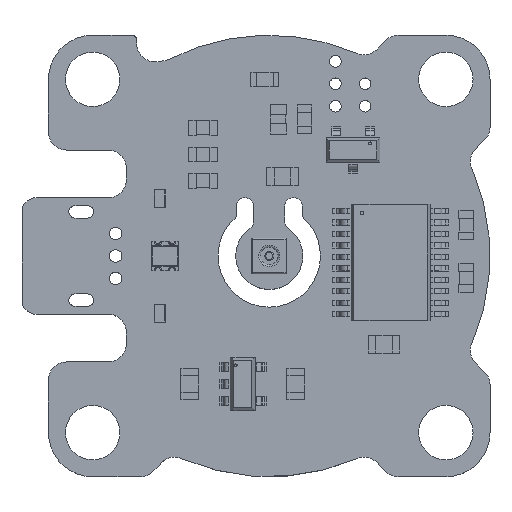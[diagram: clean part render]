
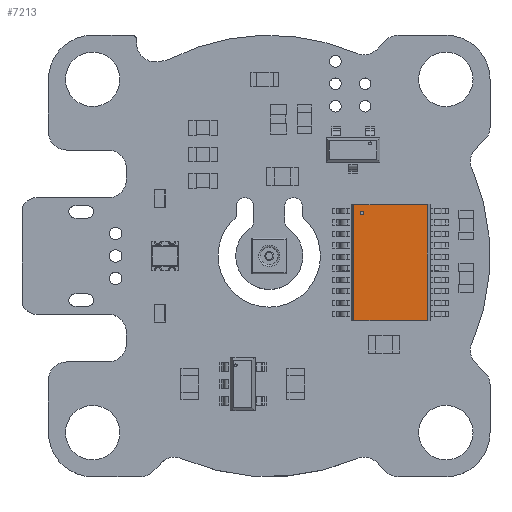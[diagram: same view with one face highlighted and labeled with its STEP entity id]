
A CAD part, top view. The second image highlights one B-rep face of the part: STEP entity #7213.
In plain terms, the highlighted planar face has unit normal (0, 0, 1).
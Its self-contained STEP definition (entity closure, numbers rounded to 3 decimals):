
#7213 = ADVANCED_FACE('',(#7214),#7248,.T.);
#7214 = FACE_BOUND('',#7215,.T.);
#7215 = EDGE_LOOP('',(#7216,#7226,#7234,#7242));
#7216 = ORIENTED_EDGE('',*,*,#7217,.F.);
#7217 = EDGE_CURVE('',#7218,#7220,#7222,.T.);
#7218 = VERTEX_POINT('',#7219);
#7219 = CARTESIAN_POINT('',(2.083,-3.277,1.194));
#7220 = VERTEX_POINT('',#7221);
#7221 = CARTESIAN_POINT('',(-2.083,-3.277,1.194));
#7222 = LINE('',#7223,#7224);
#7223 = CARTESIAN_POINT('',(2.083,-3.277,1.194));
#7224 = VECTOR('',#7225,1.);
#7225 = DIRECTION('',(-1.,0.,0.));
#7226 = ORIENTED_EDGE('',*,*,#7227,.F.);
#7227 = EDGE_CURVE('',#7228,#7218,#7230,.T.);
#7228 = VERTEX_POINT('',#7229);
#7229 = CARTESIAN_POINT('',(2.083,3.277,1.194));
#7230 = LINE('',#7231,#7232);
#7231 = CARTESIAN_POINT('',(2.083,3.277,1.194));
#7232 = VECTOR('',#7233,1.);
#7233 = DIRECTION('',(0.,-1.,0.));
#7234 = ORIENTED_EDGE('',*,*,#7235,.F.);
#7235 = EDGE_CURVE('',#7236,#7228,#7238,.T.);
#7236 = VERTEX_POINT('',#7237);
#7237 = CARTESIAN_POINT('',(-2.083,3.277,1.194));
#7238 = LINE('',#7239,#7240);
#7239 = CARTESIAN_POINT('',(-2.083,3.277,1.194));
#7240 = VECTOR('',#7241,1.);
#7241 = DIRECTION('',(1.,0.,0.));
#7242 = ORIENTED_EDGE('',*,*,#7243,.F.);
#7243 = EDGE_CURVE('',#7220,#7236,#7244,.T.);
#7244 = LINE('',#7245,#7246);
#7245 = CARTESIAN_POINT('',(-2.083,-3.277,1.194));
#7246 = VECTOR('',#7247,1.);
#7247 = DIRECTION('',(0.,1.,0.));
#7248 = PLANE('',#7249);
#7249 = AXIS2_PLACEMENT_3D('',#7250,#7251,#7252);
#7250 = CARTESIAN_POINT('',(-2.083,-3.277,1.194));
#7251 = DIRECTION('',(0.,0.,1.));
#7252 = DIRECTION('',(0.,1.,0.));
